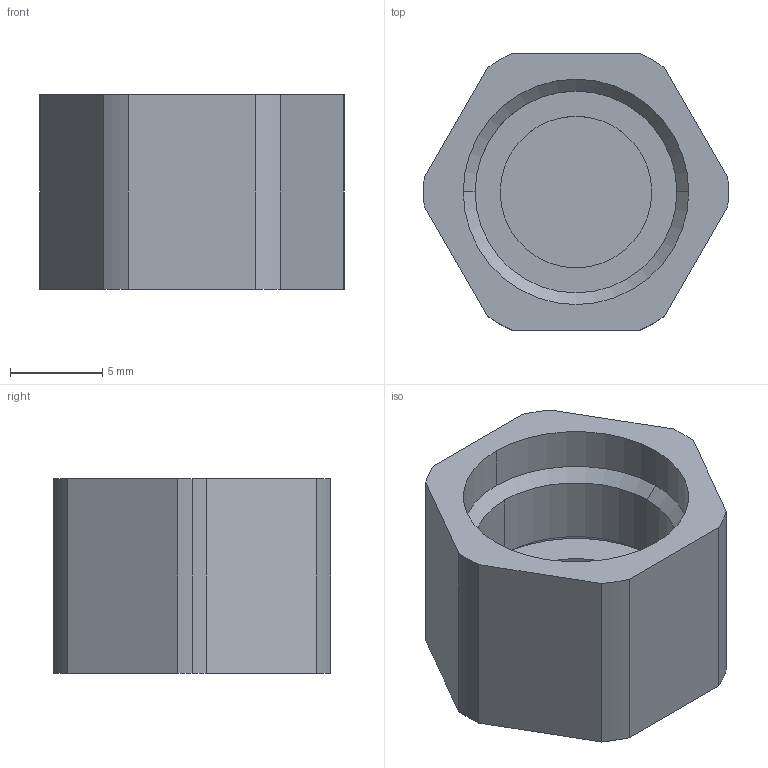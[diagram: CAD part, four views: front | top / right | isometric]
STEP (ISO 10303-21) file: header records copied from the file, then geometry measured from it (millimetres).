
FILE_DESCRIPTION(('HOOPS Exchange Step'),'2;1');
FILE_NAME('export-41280D04-B993-4A1C-AD3B-E3995B93F5E8.stp','2021-02-08T12:19:54+01:00',('Engineering'),('Alibre'),'HOOPS Exchange 2020.1','Alibre','Unknown authorisation');
FILE_SCHEMA( ('AP242_MANAGED_MODEL_BASED_3D_ENGINEERING_MIM_LF {1 0 10303 442 1 1 4 }') );
Length unit declared in the file: millimetre
Products named in the file (2): 5468-1 Screw plug - PROT-M12 FS-M - 1430488; 5468 Screw plug - PROT-M12 FS-M - 1430488
Assembly tree (1 placements, depth 2):
  5468 Screw plug - PROT-M12 FS-M - 1430488
    5468-1 Screw plug - PROT-M12 FS-M - 1430488
Bounding box: 16.5 x 15 x 10.5 mm (x, y, z)
Volume: 1242 mm3; surface area: 1304 mm2
Topology: 1 solids, 1 shells, 32 faces, 78 edges, 52 vertices
Faces by surface type: cylinder 18, plane 12, cone 2
Entity records: 1031 total; most frequent: DIRECTION 192, CARTESIAN_POINT 167, ORIENTED_EDGE 156, EDGE_CURVE 78, AXIS2_PLACEMENT_3D 77, VERTEX_POINT 52, CIRCLE 40, VECTOR 38
